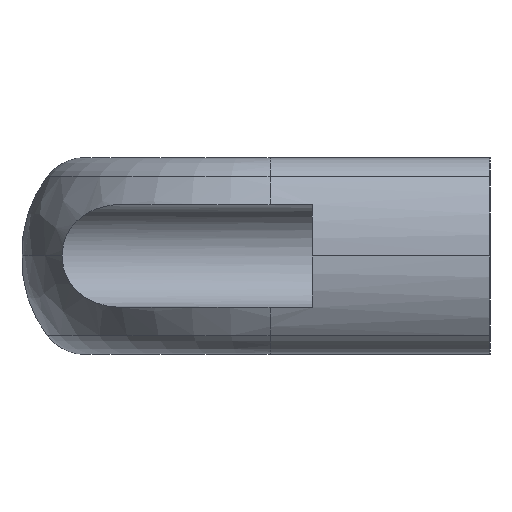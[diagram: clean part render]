
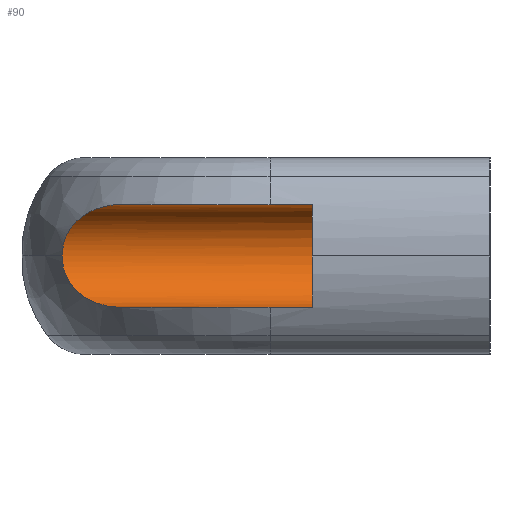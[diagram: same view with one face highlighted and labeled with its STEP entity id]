
A CAD part, left-side view. The second image highlights one B-rep face of the part: STEP entity #90.
In plain terms, the highlighted cylindrical face has radius 5.5 mm (diameter 11 mm), a partial arc.
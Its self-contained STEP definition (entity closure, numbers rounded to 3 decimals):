
#90 = ADVANCED_FACE( '', ( #224 ), #225, .F. );
#224 = FACE_OUTER_BOUND( '', #409, .T. );
#225 = CYLINDRICAL_SURFACE( '', #410, 5.5 );
#409 = EDGE_LOOP( '', ( #701, #702, #703, #704, #705 ) );
#410 = AXIS2_PLACEMENT_3D( '', #706, #707, #708 );
#701 = ORIENTED_EDGE( '', *, *, #1142, .F. );
#702 = ORIENTED_EDGE( '', *, *, #1143, .F. );
#703 = ORIENTED_EDGE( '', *, *, #1123, .T. );
#704 = ORIENTED_EDGE( '', *, *, #1144, .F. );
#705 = ORIENTED_EDGE( '', *, *, #1128, .F. );
#706 = CARTESIAN_POINT( '', ( 0., 69., 0. ) );
#707 = DIRECTION( '', ( 0., 1., 0. ) );
#708 = DIRECTION( '', ( 0., 0., -1. ) );
#1123 = EDGE_CURVE( '', #1307, #1305, #1308, .T. );
#1128 = EDGE_CURVE( '', #1314, #1316, #1317, .T. );
#1142 = EDGE_CURVE( '', #1339, #1314, #1340, .T. );
#1143 = EDGE_CURVE( '', #1307, #1339, #1341, .T. );
#1144 = EDGE_CURVE( '', #1316, #1305, #1342, .T. );
#1305 = VERTEX_POINT( '', #1559 );
#1307 = VERTEX_POINT( '', #1562 );
#1308 = LINE( '', #1563, #1564 );
#1314 = VERTEX_POINT( '', #1571 );
#1316 = VERTEX_POINT( '', #1573 );
#1317 = LINE( '', #1574, #1575 );
#1339 = VERTEX_POINT( '', #1601 );
#1340 = B_SPLINE_CURVE_WITH_KNOTS( '', 3, ( #1602, #1603, #1604, #1605, #1606, #1607, #1608, #1609, #1610, #1611, #1612, #1613, #1614, #1615, #1616, #1617, #1618, #1619 ), .UNSPECIFIED., .F., .F., ( 4, 2, 2, 2, 2, 2, 2, 2, 4 ), ( 0., 0.001, 0.003, 0.004, 0.005, 0.006, 0.007, 0.008, 0.011 ), .UNSPECIFIED. );
#1341 = B_SPLINE_CURVE_WITH_KNOTS( '', 3, ( #1620, #1621, #1622, #1623, #1624, #1625, #1626, #1627, #1628, #1629, #1630, #1631, #1632, #1633, #1634, #1635, #1636, #1637, #1638, #1639, #1640, #1641 ), .UNSPECIFIED., .F., .F., ( 4, 2, 2, 2, 2, 2, 2, 2, 2, 2, 4 ), ( 0., 0.003, 0.004, 0.005, 0.006, 0.007, 0.008, 0.009, 0.01, 0.01, 0.011 ), .UNSPECIFIED. );
#1342 = CIRCLE( '', #1642, 5.5 );
#1559 = CARTESIAN_POINT( '', ( 0., 19., -5.5 ) );
#1562 = CARTESIAN_POINT( '', ( 0., 39.343, -5.5 ) );
#1563 = CARTESIAN_POINT( '', ( 0., 69., -5.5 ) );
#1564 = VECTOR( '', #1919, 1000. );
#1571 = CARTESIAN_POINT( '', ( 0., 39.343, 5.5 ) );
#1573 = CARTESIAN_POINT( '', ( 0., 19., 5.5 ) );
#1574 = CARTESIAN_POINT( '', ( 0., 69., 5.5 ) );
#1575 = VECTOR( '', #1927, 1000. );
#1601 = CARTESIAN_POINT( '', ( 5.5, 45.681, 0. ) );
#1602 = CARTESIAN_POINT( '', ( 5.5, 45.681, 0. ) );
#1603 = CARTESIAN_POINT( '', ( 5.5, 45.7, 0.469 ) );
#1604 = CARTESIAN_POINT( '', ( 5.441, 45.651, 0.924 ) );
#1605 = CARTESIAN_POINT( '', ( 5.215, 45.428, 1.806 ) );
#1606 = CARTESIAN_POINT( '', ( 5.055, 45.261, 2.208 ) );
#1607 = CARTESIAN_POINT( '', ( 4.664, 44.841, 2.945 ) );
#1608 = CARTESIAN_POINT( '', ( 4.441, 44.596, 3.266 ) );
#1609 = CARTESIAN_POINT( '', ( 4.077, 44.191, 3.696 ) );
#1610 = CARTESIAN_POINT( '', ( 3.95, 44.049, 3.831 ) );
#1611 = CARTESIAN_POINT( '', ( 3.691, 43.756, 4.082 ) );
#1612 = CARTESIAN_POINT( '', ( 3.559, 43.606, 4.197 ) );
#1613 = CARTESIAN_POINT( '', ( 3.156, 43.145, 4.517 ) );
#1614 = CARTESIAN_POINT( '', ( 2.879, 42.825, 4.697 ) );
#1615 = CARTESIAN_POINT( '', ( 2.313, 42.162, 5. ) );
#1616 = CARTESIAN_POINT( '', ( 2.022, 41.819, 5.124 ) );
#1617 = CARTESIAN_POINT( '', ( 1.155, 40.78, 5.412 ) );
#1618 = CARTESIAN_POINT( '', ( 0.576, 40.07, 5.5 ) );
#1619 = CARTESIAN_POINT( '', ( 0., 39.343, 5.5 ) );
#1620 = CARTESIAN_POINT( '', ( 0., 39.343, -5.5 ) );
#1621 = CARTESIAN_POINT( '', ( 0.576, 40.07, -5.5 ) );
#1622 = CARTESIAN_POINT( '', ( 1.153, 40.777, -5.412 ) );
#1623 = CARTESIAN_POINT( '', ( 2.014, 41.808, -5.127 ) );
#1624 = CARTESIAN_POINT( '', ( 2.3, 42.147, -5.007 ) );
#1625 = CARTESIAN_POINT( '', ( 2.869, 42.813, -4.704 ) );
#1626 = CARTESIAN_POINT( '', ( 3.15, 43.138, -4.522 ) );
#1627 = CARTESIAN_POINT( '', ( 3.554, 43.601, -4.201 ) );
#1628 = CARTESIAN_POINT( '', ( 3.686, 43.751, -4.086 ) );
#1629 = CARTESIAN_POINT( '', ( 3.945, 44.043, -3.836 ) );
#1630 = CARTESIAN_POINT( '', ( 4.072, 44.186, -3.702 ) );
#1631 = CARTESIAN_POINT( '', ( 4.439, 44.594, -3.27 ) );
#1632 = CARTESIAN_POINT( '', ( 4.662, 44.838, -2.948 ) );
#1633 = CARTESIAN_POINT( '', ( 4.954, 45.153, -2.398 ) );
#1634 = CARTESIAN_POINT( '', ( 5.044, 45.248, -2.203 ) );
#1635 = CARTESIAN_POINT( '', ( 5.202, 45.413, -1.799 ) );
#1636 = CARTESIAN_POINT( '', ( 5.27, 45.483, -1.59 ) );
#1637 = CARTESIAN_POINT( '', ( 5.383, 45.594, -1.152 ) );
#1638 = CARTESIAN_POINT( '', ( 5.427, 45.635, -0.924 ) );
#1639 = CARTESIAN_POINT( '', ( 5.485, 45.683, -0.466 ) );
#1640 = CARTESIAN_POINT( '', ( 5.5, 45.691, -0.235 ) );
#1641 = CARTESIAN_POINT( '', ( 5.5, 45.681, 0. ) );
#1642 = AXIS2_PLACEMENT_3D( '', #1950, #1951, #1952 );
#1919 = DIRECTION( '', ( 0., -1., 0. ) );
#1927 = DIRECTION( '', ( 0., -1., 0. ) );
#1950 = CARTESIAN_POINT( '', ( 0., 19., 0. ) );
#1951 = DIRECTION( '', ( 0., 1., 0. ) );
#1952 = DIRECTION( '', ( 1., 0., 0. ) );
